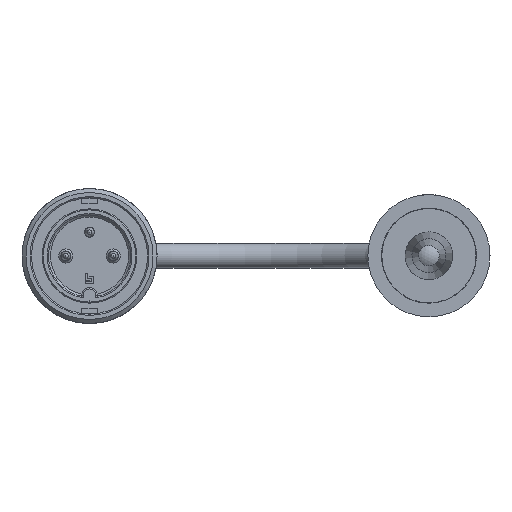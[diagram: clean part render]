
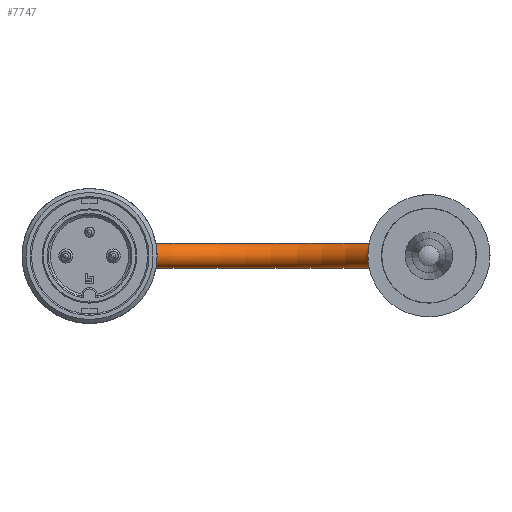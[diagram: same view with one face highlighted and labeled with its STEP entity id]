
A CAD part, left-side view. The second image highlights one B-rep face of the part: STEP entity #7747.
In plain terms, the highlighted toroidal (fillet/blend) face has major radius 25 mm and minor radius 1.85 mm.
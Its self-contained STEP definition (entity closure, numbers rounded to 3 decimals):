
#45=TOROIDAL_SURFACE('',#8214,25.,1.85);
#418=FACE_BOUND('',#1313,.T.);
#495=CIRCLE('',#8213,1.85);
#496=CIRCLE('',#8215,1.85);
#875=FACE_OUTER_BOUND('',#1312,.T.);
#1312=EDGE_LOOP('',(#5086));
#1313=EDGE_LOOP('',(#5087));
#3230=VERTEX_POINT('',#11368);
#3231=VERTEX_POINT('',#11371);
#3974=EDGE_CURVE('',#3230,#3230,#495,.T.);
#3975=EDGE_CURVE('',#3231,#3231,#496,.T.);
#5086=ORIENTED_EDGE('',*,*,#3974,.F.);
#5087=ORIENTED_EDGE('',*,*,#3975,.T.);
#7747=ADVANCED_FACE('',(#875,#418),#45,.T.);
#8213=AXIS2_PLACEMENT_3D('',#11369,#9037,#9038);
#8214=AXIS2_PLACEMENT_3D('',#11370,#9039,#9040);
#8215=AXIS2_PLACEMENT_3D('',#11372,#9041,#9042);
#9037=DIRECTION('center_axis',(-1.,0.,0.));
#9038=DIRECTION('ref_axis',(0.,0.,
1.));
#9039=DIRECTION('center_axis',(0.,0.,
1.));
#9040=DIRECTION('ref_axis',(1.,0.,0.));
#9041=DIRECTION('center_axis',(1.,0.,0.));
#9042=DIRECTION('ref_axis',(0.,0.,
1.));
#11368=CARTESIAN_POINT('',(301.315,-207.204,-467.676));
#11369=CARTESIAN_POINT('Origin',(301.315,-207.204,-465.826));
#11370=CARTESIAN_POINT('Origin',(301.315,-232.204,-465.826));
#11371=CARTESIAN_POINT('',(301.315,-257.204,-467.676));
#11372=CARTESIAN_POINT('Origin',(301.315,-257.204,-465.826));
